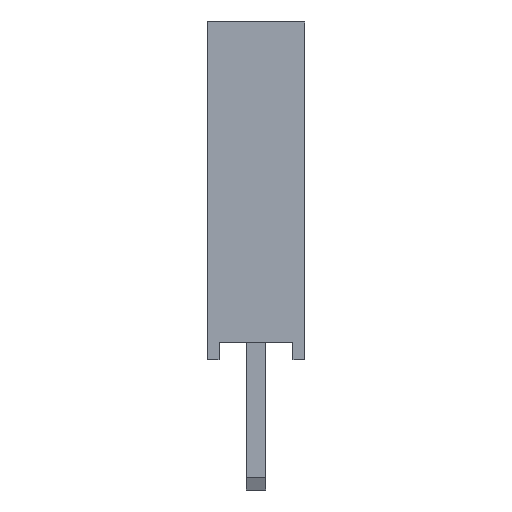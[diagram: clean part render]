
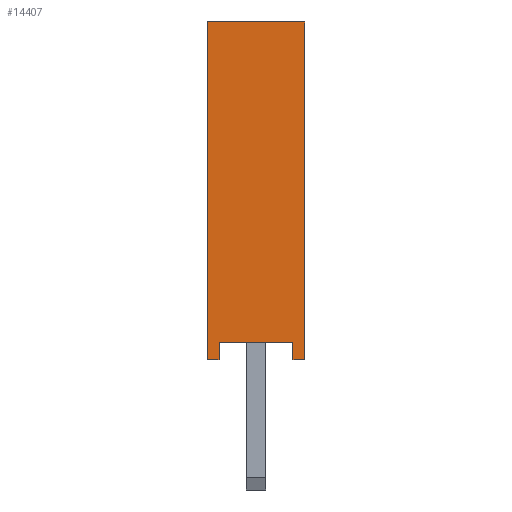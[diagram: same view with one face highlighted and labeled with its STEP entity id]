
A CAD part, left-side view. The second image highlights one B-rep face of the part: STEP entity #14407.
In plain terms, the highlighted planar face has unit normal (-1, 0, 0).
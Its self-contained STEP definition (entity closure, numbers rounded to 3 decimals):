
#348=FACE_OUTER_BOUND('',#1151,.T.);
#1151=EDGE_LOOP('',(#9321,#9322,#9323,#9324,#9325,#9326,#9327,#9328));
#2055=LINE('',#20080,#3942);
#2059=LINE('',#20089,#3946);
#2063=LINE('',#20096,#3950);
#2065=LINE('',#20102,#3952);
#2072=LINE('',#20116,#3959);
#2074=LINE('',#20120,#3961);
#2076=LINE('',#20124,#3963);
#2078=LINE('',#20127,#3965);
#3942=VECTOR('',#16302,10.);
#3946=VECTOR('',#16308,10.);
#3950=VECTOR('',#16314,10.);
#3952=VECTOR('',#16322,10.);
#3959=VECTOR('',#16333,10.);
#3961=VECTOR('',#16337,10.);
#3963=VECTOR('',#16341,10.);
#3965=VECTOR('',#16345,10.);
#5804=VERTEX_POINT('',#20078);
#5805=VERTEX_POINT('',#20079);
#5808=VERTEX_POINT('',#20087);
#5809=VERTEX_POINT('',#20088);
#5812=VERTEX_POINT('',#20101);
#5817=VERTEX_POINT('',#20115);
#5818=VERTEX_POINT('',#20119);
#5819=VERTEX_POINT('',#20123);
#7163=EDGE_CURVE('',#5804,#5805,#2055,.T.);
#7167=EDGE_CURVE('',#5808,#5809,#2059,.T.);
#7171=EDGE_CURVE('',#5805,#5808,#2063,.T.);
#7173=EDGE_CURVE('',#5809,#5812,#2065,.T.);
#7180=EDGE_CURVE('',#5817,#5804,#2072,.T.);
#7182=EDGE_CURVE('',#5818,#5817,#2074,.T.);
#7184=EDGE_CURVE('',#5819,#5818,#2076,.T.);
#7186=EDGE_CURVE('',#5812,#5819,#2078,.T.);
#9321=ORIENTED_EDGE('',*,*,#7180,.F.);
#9322=ORIENTED_EDGE('',*,*,#7182,.F.);
#9323=ORIENTED_EDGE('',*,*,#7184,.F.);
#9324=ORIENTED_EDGE('',*,*,#7186,.F.);
#9325=ORIENTED_EDGE('',*,*,#7173,.F.);
#9326=ORIENTED_EDGE('',*,*,#7167,.F.);
#9327=ORIENTED_EDGE('',*,*,#7171,.F.);
#9328=ORIENTED_EDGE('',*,*,#7163,.F.);
#13179=PLANE('',#15244);
#14407=ADVANCED_FACE('',(#348),#13179,.F.);
#15244=AXIS2_PLACEMENT_3D('',#20128,#16346,#16347);
#16302=DIRECTION('',(0.,0.,1.));
#16308=DIRECTION('',(0.,0.,-1.));
#16314=DIRECTION('',(0.,-1.,0.));
#16322=DIRECTION('',(0.,1.,0.));
#16333=DIRECTION('',(0.,1.,0.));
#16337=DIRECTION('',(0.,0.,-1.));
#16341=DIRECTION('',(0.,1.,0.));
#16345=DIRECTION('',(0.,0.,1.));
#16346=DIRECTION('center_axis',(1.,0.,0.));
#16347=DIRECTION('ref_axis',(0.,0.,-1.));
#20078=CARTESIAN_POINT('',(-1.317,1.238,0.));
#20079=CARTESIAN_POINT('',(-1.317,1.238,8.575));
#20080=CARTESIAN_POINT('',(-1.317,1.238,2.144));
#20087=CARTESIAN_POINT('',(-1.317,-1.238,8.575));
#20088=CARTESIAN_POINT('',(-1.317,-1.238,0.));
#20089=CARTESIAN_POINT('',(-1.317,-1.238,2.144));
#20096=CARTESIAN_POINT('',(-1.317,-1.238,8.575));
#20101=CARTESIAN_POINT('',(-1.317,-0.938,0.));
#20102=CARTESIAN_POINT('',(-1.317,-1.238,0.));
#20115=CARTESIAN_POINT('',(-1.317,0.938,0.));
#20116=CARTESIAN_POINT('',(-1.317,-1.238,0.));
#20119=CARTESIAN_POINT('',(-1.317,0.938,0.448));
#20120=CARTESIAN_POINT('',(-1.317,0.938,0.));
#20123=CARTESIAN_POINT('',(-1.317,-0.938,0.448));
#20124=CARTESIAN_POINT('',(-1.317,-0.15,0.448));
#20127=CARTESIAN_POINT('',(-1.317,-0.938,0.224));
#20128=CARTESIAN_POINT('Origin',(-1.317,-1.238,0.));
